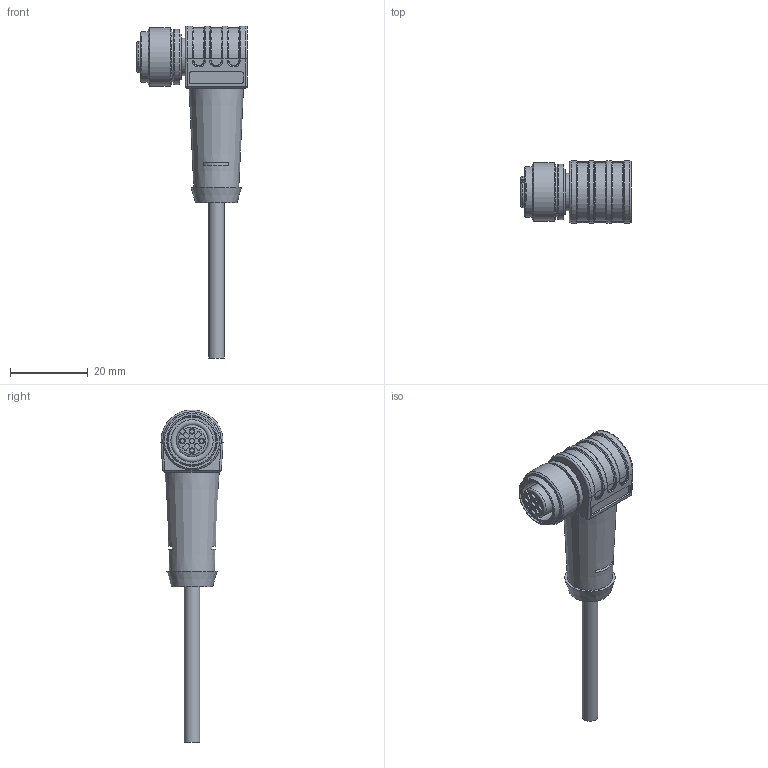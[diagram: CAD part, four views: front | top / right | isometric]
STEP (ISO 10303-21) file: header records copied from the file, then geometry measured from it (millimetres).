
FILE_DESCRIPTION(/* description */ (''),/* implementation_level */ '2;1');
FILE_NAME(/* name */ 'HT-WWAK4_5_stp.stp',/* time_stamp */ '2016-05-20T13:21:55+02:00',/* author */ (''),/* organization */ (''),/* preprocessor_version */ 'ST-DEVELOPER v16',/* originating_system */ 'SIEMENS PLM Software NX 10.0',/* authorisation */ '');
FILE_SCHEMA (('AUTOMOTIVE_DESIGN { 1 0 10303 214 3 1 1 1 }'));
Length unit declared in the file: millimetre
Products named in the file (1): HT-WWAK4_5_stp
Bounding box: 28.5 x 15.97 x 85.47 mm (x, y, z)
Volume: 9110.6 mm3; surface area: 4385.2 mm2
Topology: 1 solids, 1 shells, 209 faces, 478 edges, 295 vertices
Faces by surface type: cylinder 97, plane 71, torus 19, bspline 12, cone 6, sphere 4
Full cylindrical faces by diameter (mm): 1.15 x5, 1.5 x5, 4 x1, 8.138 x1, 9.6 x1, 10.92 x1, 12.3 x1, 13 x2, 14.25 x1, 15 x1
Entity records: 6084 total; most frequent: CARTESIAN_POINT 1442, DIRECTION 1038, ORIENTED_EDGE 870, EDGE_CURVE 435, AXIS2_PLACEMENT_3D 425, VERTEX_POINT 285, EDGE_LOOP 266, CIRCLE 215
